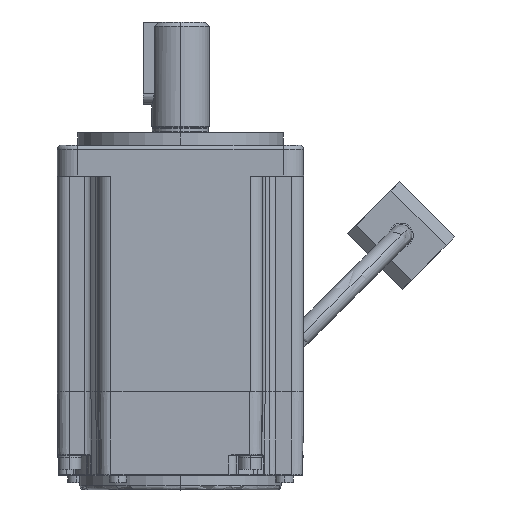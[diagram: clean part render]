
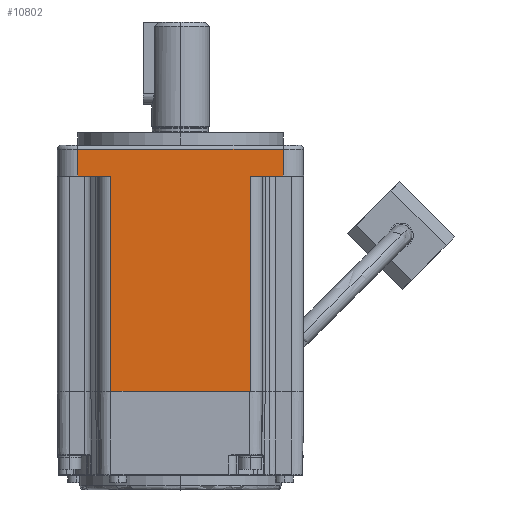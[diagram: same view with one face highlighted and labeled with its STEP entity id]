
A CAD part, front view. The second image highlights one B-rep face of the part: STEP entity #10802.
In plain terms, the highlighted planar face has unit normal (0, -1, 0).
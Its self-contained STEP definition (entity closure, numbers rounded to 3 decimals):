
#211 = CARTESIAN_POINT ( 'NONE',  ( -16.919, -30., -7.5 ) ) ;
#558 = VERTEX_POINT ( 'NONE', #211 ) ;
#696 = EDGE_CURVE ( 'NONE', #21537, #16827, #20005, .T. ) ;
#1210 = ORIENTED_EDGE ( 'NONE', *, *, #5171, .F. ) ;
#1813 = CARTESIAN_POINT ( 'NONE',  ( 0., -30., -30.475 ) ) ;
#2652 = LINE ( 'NONE', #9673, #13182 ) ;
#2780 = EDGE_CURVE ( 'NONE', #15107, #13689, #22493, .T. ) ;
#2834 = CARTESIAN_POINT ( 'NONE',  ( 0., -30., -59.95 ) ) ;
#3096 = DIRECTION ( 'NONE',  ( 0., 0., 1. ) ) ;
#3329 = ORIENTED_EDGE ( 'NONE', *, *, #22519, .F. ) ;
#3422 = ORIENTED_EDGE ( 'NONE', *, *, #6464, .F. ) ;
#3720 = CARTESIAN_POINT ( 'NONE',  ( 16.992, -30., -59.95 ) ) ;
#4252 = DIRECTION ( 'NONE',  ( -1., 0., 0. ) ) ;
#4537 = AXIS2_PLACEMENT_3D ( 'NONE', #1813, #14121, #5364 ) ;
#5171 = EDGE_CURVE ( 'NONE', #13689, #558, #17343, .T. ) ;
#5186 = DIRECTION ( 'NONE',  ( 0., 0., -1. ) ) ;
#5359 = VECTOR ( 'NONE', #4252, 1000. ) ;
#5364 = DIRECTION ( 'NONE',  ( 0., 0., 1. ) ) ;
#5768 = VECTOR ( 'NONE', #3096, 1000. ) ;
#5815 = VECTOR ( 'NONE', #12998, 1000. ) ;
#5877 = CARTESIAN_POINT ( 'NONE',  ( 16.967, -30., -59.95 ) ) ;
#5901 = CARTESIAN_POINT ( 'NONE',  ( 25., -30., -1. ) ) ;
#6464 = EDGE_CURVE ( 'NONE', #17376, #8447, #7309, .T. ) ;
#7105 = FACE_OUTER_BOUND ( 'NONE', #20650, .T. ) ;
#7234 = VECTOR ( 'NONE', #21231, 1000. ) ;
#7309 = LINE ( 'NONE', #10985, #7234 ) ;
#7360 = CARTESIAN_POINT ( 'NONE',  ( -25., -30., -1. ) ) ;
#7382 = CARTESIAN_POINT ( 'NONE',  ( 16.992, -30., -59.95 ) ) ;
#8021 = ORIENTED_EDGE ( 'NONE', *, *, #21075, .F. ) ;
#8300 = VERTEX_POINT ( 'NONE', #3720 ) ;
#8447 = VERTEX_POINT ( 'NONE', #5901 ) ;
#8572 = CARTESIAN_POINT ( 'NONE',  ( 25., -30., -7.5 ) ) ;
#8738 = VECTOR ( 'NONE', #5186, 1000. ) ;
#8873 = CARTESIAN_POINT ( 'NONE',  ( 16.992, -30., -7.5 ) ) ;
#9060 = PLANE ( 'NONE',  #4537 ) ;
#9115 = CARTESIAN_POINT ( 'NONE',  ( 16.943, -30., -59.95 ) ) ;
#9332 = CARTESIAN_POINT ( 'NONE',  ( 16.992, -30., -7.5 ) ) ;
#9531 = LINE ( 'NONE', #18353, #5815 ) ;
#9673 = CARTESIAN_POINT ( 'NONE',  ( -23.459, -30., -7.5 ) ) ;
#10354 = ORIENTED_EDGE ( 'NONE', *, *, #2780, .F. ) ;
#10425 = B_SPLINE_CURVE_WITH_KNOTS ( 'NONE', 3,
 ( #7382, #5877, #9115, #12911 ),
 .UNSPECIFIED., .F., .F.,
 ( 4, 4 ),
 ( 0., 1. ),
 .UNSPECIFIED. ) ;
#10635 = LINE ( 'NONE', #13680, #5768 ) ;
#10802 = ADVANCED_FACE ( 'NONE', ( #7105 ), #9060, .F. ) ;
#10985 = CARTESIAN_POINT ( 'NONE',  ( 0., -30., -1. ) ) ;
#11267 = CARTESIAN_POINT ( 'NONE',  ( 0., -30., -7.5 ) ) ;
#11425 = ORIENTED_EDGE ( 'NONE', *, *, #22208, .F. ) ;
#12322 = CARTESIAN_POINT ( 'NONE',  ( -16.919, -30., -59.95 ) ) ;
#12537 = VECTOR ( 'NONE', #22195, 1000. ) ;
#12911 = CARTESIAN_POINT ( 'NONE',  ( 16.919, -30., -59.95 ) ) ;
#12998 = DIRECTION ( 'NONE',  ( 0., 0., -1. ) ) ;
#13182 = VECTOR ( 'NONE', #20011, 1000. ) ;
#13584 = CARTESIAN_POINT ( 'NONE',  ( -16.919, -30., -30.475 ) ) ;
#13680 = CARTESIAN_POINT ( 'NONE',  ( -25., -30., -0.743 ) ) ;
#13689 = VERTEX_POINT ( 'NONE', #12322 ) ;
#13813 = CARTESIAN_POINT ( 'NONE',  ( 16.919, -30., -59.95 ) ) ;
#14121 = DIRECTION ( 'NONE',  ( 0., 1., 0. ) ) ;
#14190 = EDGE_CURVE ( 'NONE', #19292, #17376, #10635, .T. ) ;
#15107 = VERTEX_POINT ( 'NONE', #13813 ) ;
#15145 = EDGE_CURVE ( 'NONE', #16827, #8300, #16093, .T. ) ;
#16093 = LINE ( 'NONE', #8873, #8738 ) ;
#16215 = VECTOR ( 'NONE', #22382, 1000. ) ;
#16827 = VERTEX_POINT ( 'NONE', #9332 ) ;
#17343 = LINE ( 'NONE', #13584, #12537 ) ;
#17376 = VERTEX_POINT ( 'NONE', #7360 ) ;
#17670 = ORIENTED_EDGE ( 'NONE', *, *, #696, .F. ) ;
#18055 = ORIENTED_EDGE ( 'NONE', *, *, #15145, .F. ) ;
#18353 = CARTESIAN_POINT ( 'NONE',  ( 25., -30., -30.475 ) ) ;
#18437 = CARTESIAN_POINT ( 'NONE',  ( -25., -30., -7.5 ) ) ;
#19292 = VERTEX_POINT ( 'NONE', #18437 ) ;
#20005 = LINE ( 'NONE', #11267, #5359 ) ;
#20011 = DIRECTION ( 'NONE',  ( -1., 0., 0. ) ) ;
#20650 = EDGE_LOOP ( 'NONE', ( #17670, #3329, #3422, #22565, #11425, #1210, #10354, #8021, #18055 ) ) ;
#21075 = EDGE_CURVE ( 'NONE', #8300, #15107, #10425, .T. ) ;
#21231 = DIRECTION ( 'NONE',  ( 1., 0., 0. ) ) ;
#21537 = VERTEX_POINT ( 'NONE', #8572 ) ;
#22195 = DIRECTION ( 'NONE',  ( 0., 0., 1. ) ) ;
#22208 = EDGE_CURVE ( 'NONE', #558, #19292, #2652, .T. ) ;
#22382 = DIRECTION ( 'NONE',  ( -1., 0., 0. ) ) ;
#22493 = LINE ( 'NONE', #2834, #16215 ) ;
#22519 = EDGE_CURVE ( 'NONE', #8447, #21537, #9531, .T. ) ;
#22565 = ORIENTED_EDGE ( 'NONE', *, *, #14190, .F. ) ;
